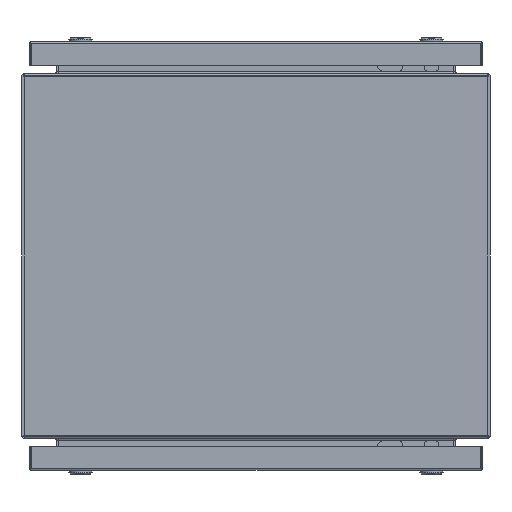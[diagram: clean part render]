
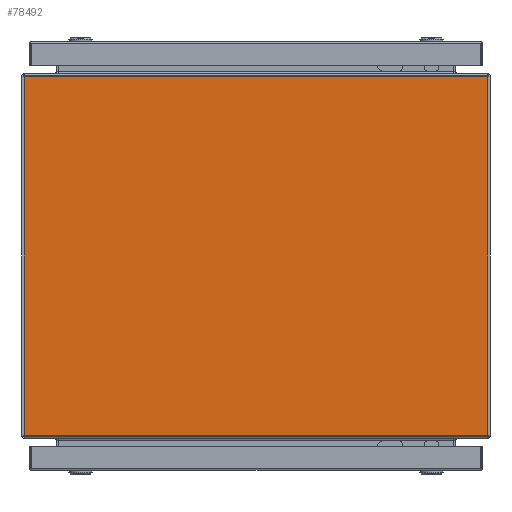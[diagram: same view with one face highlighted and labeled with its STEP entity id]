
A CAD part, left-side view. The second image highlights one B-rep face of the part: STEP entity #78492.
In plain terms, the highlighted planar face has unit normal (-1, 0, 0).
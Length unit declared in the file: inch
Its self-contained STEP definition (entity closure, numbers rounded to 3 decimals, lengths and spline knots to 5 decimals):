
#420 = VECTOR ( 'NONE', #148130, 39.37008 ) ;
#811 = DIRECTION ( 'NONE',  ( 0., 0., -1. ) ) ;
#2066 = VERTEX_POINT ( 'NONE', #135250 ) ;
#9384 = ORIENTED_EDGE ( 'NONE', *, *, #108028, .T. ) ;
#20330 = VECTOR ( 'NONE', #142954, 39.37008 ) ;
#25304 = CARTESIAN_POINT ( 'NONE',  ( -18., -0.075, 0. ) ) ;
#31290 = CARTESIAN_POINT ( 'NONE',  ( -18., -0.075, -6.133 ) ) ;
#38492 = VECTOR ( 'NONE', #811, 39.37008 ) ;
#38627 = LINE ( 'NONE', #25304, #38492 ) ;
#43808 = EDGE_CURVE ( 'NONE', #2066, #99875, #38627, .T. ) ;
#54659 = DIRECTION ( 'NONE',  ( 0., -1., 0. ) ) ;
#59972 = CARTESIAN_POINT ( 'NONE',  ( -18., -8., 6.133 ) ) ;
#61533 = LINE ( 'NONE', #59972, #20330 ) ;
#73159 = LINE ( 'NONE', #121327, #420 ) ;
#78492 = ADVANCED_FACE ( 'NONE', ( #148291 ), #103241, .T. ) ;
#79806 = ORIENTED_EDGE ( 'NONE', *, *, #43808, .T. ) ;
#81572 = CARTESIAN_POINT ( 'NONE',  ( -18., -15.925, -6.133 ) ) ;
#81864 = DIRECTION ( 'NONE',  ( -1., 0., 0. ) ) ;
#82980 = VERTEX_POINT ( 'NONE', #92718 ) ;
#85902 = ORIENTED_EDGE ( 'NONE', *, *, #98026, .T. ) ;
#86075 = VECTOR ( 'NONE', #54659, 39.37008 ) ;
#88877 = EDGE_LOOP ( 'NONE', ( #107378, #79806, #85902, #9384 ) ) ;
#92718 = CARTESIAN_POINT ( 'NONE',  ( -18., -15.925, 6.133 ) ) ;
#98026 = EDGE_CURVE ( 'NONE', #99875, #127682, #100495, .T. ) ;
#99875 = VERTEX_POINT ( 'NONE', #31290 ) ;
#100495 = LINE ( 'NONE', #136118, #86075 ) ;
#103241 = PLANE ( 'NONE',  #108831 ) ;
#107378 = ORIENTED_EDGE ( 'NONE', *, *, #146933, .T. ) ;
#108028 = EDGE_CURVE ( 'NONE', #127682, #82980, #73159, .T. ) ;
#108831 = AXIS2_PLACEMENT_3D ( 'NONE', #118202, #81864, #130899 ) ;
#118202 = CARTESIAN_POINT ( 'NONE',  ( -18., -8., 0. ) ) ;
#121327 = CARTESIAN_POINT ( 'NONE',  ( -18., -15.925, 0. ) ) ;
#127682 = VERTEX_POINT ( 'NONE', #81572 ) ;
#130899 = DIRECTION ( 'NONE',  ( 0., 0., -1. ) ) ;
#135250 = CARTESIAN_POINT ( 'NONE',  ( -18., -0.075, 6.133 ) ) ;
#136118 = CARTESIAN_POINT ( 'NONE',  ( -18., -8., -6.133 ) ) ;
#142954 = DIRECTION ( 'NONE',  ( 0., 1., 0. ) ) ;
#146933 = EDGE_CURVE ( 'NONE', #82980, #2066, #61533, .T. ) ;
#148130 = DIRECTION ( 'NONE',  ( 0., 0., 1. ) ) ;
#148291 = FACE_OUTER_BOUND ( 'NONE', #88877, .T. ) ;
